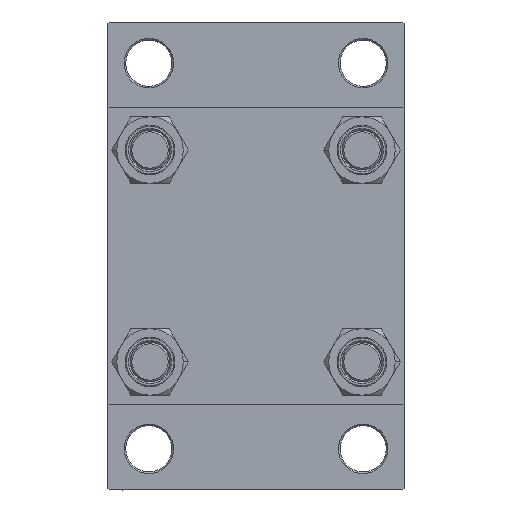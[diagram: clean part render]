
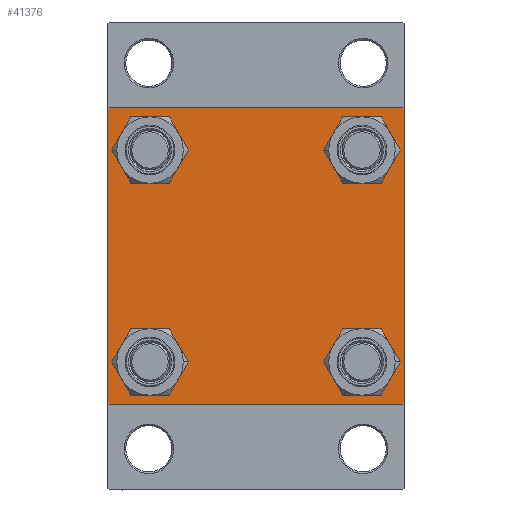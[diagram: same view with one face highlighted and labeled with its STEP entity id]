
A CAD part, left-side view. The second image highlights one B-rep face of the part: STEP entity #41376.
In plain terms, the highlighted planar face has unit normal (-1, 0, 0).
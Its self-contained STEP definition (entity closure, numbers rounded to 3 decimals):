
#84 = DIRECTION ( 'NONE',  ( 0., 0., 1. ) ) ;
#405 = DIRECTION ( 'NONE',  ( 1., 0., 0. ) ) ;
#501 = CARTESIAN_POINT ( 'NONE',  ( 0., 32.15, 32.15 ) ) ;
#1067 = CARTESIAN_POINT ( 'NONE',  ( 0., 32.15, 25.65 ) ) ;
#1127 = ORIENTED_EDGE ( 'NONE', *, *, #45005, .F. ) ;
#1186 = DIRECTION ( 'NONE',  ( 1., 0., 0. ) ) ;
#2355 = DIRECTION ( 'NONE',  ( 0., 0.707, -0.707 ) ) ;
#2486 = DIRECTION ( 'NONE',  ( 0., -1., 0. ) ) ;
#2535 = EDGE_CURVE ( 'NONE', #19751, #25342, #45356, .T. ) ;
#2756 = DIRECTION ( 'NONE',  ( 1., 0., 0. ) ) ;
#2911 = FACE_BOUND ( 'NONE', #9581, .T. ) ;
#3136 = VECTOR ( 'NONE', #2486, 1000. ) ;
#3401 = EDGE_CURVE ( 'NONE', #21668, #6607, #20171, .T. ) ;
#4205 = ORIENTED_EDGE ( 'NONE', *, *, #3401, .T. ) ;
#4217 = EDGE_CURVE ( 'NONE', #12553, #25115, #31786, .T. ) ;
#4645 = LINE ( 'NONE', #19407, #15400 ) ;
#4991 = CARTESIAN_POINT ( 'NONE',  ( 0., 32.15, 32.15 ) ) ;
#5121 = CIRCLE ( 'NONE', #17480, 6.5 ) ;
#5305 = VERTEX_POINT ( 'NONE', #15416 ) ;
#5742 = AXIS2_PLACEMENT_3D ( 'NONE', #8187, #15911, #22947 ) ;
#6053 = CARTESIAN_POINT ( 'NONE',  ( 0., 44.5, 45. ) ) ;
#6121 = LINE ( 'NONE', #16764, #3136 ) ;
#6607 = VERTEX_POINT ( 'NONE', #1067 ) ;
#7337 = DIRECTION ( 'NONE',  ( 1., 0., 0. ) ) ;
#8102 = VERTEX_POINT ( 'NONE', #33644 ) ;
#8187 = CARTESIAN_POINT ( 'NONE',  ( 0., 32.15, -32.15 ) ) ;
#8617 = CARTESIAN_POINT ( 'NONE',  ( 0., 32.15, -32.15 ) ) ;
#8970 = CARTESIAN_POINT ( 'NONE',  ( 0., 32.15, -25.65 ) ) ;
#9040 = ORIENTED_EDGE ( 'NONE', *, *, #4217, .T. ) ;
#9581 = EDGE_LOOP ( 'NONE', ( #4205, #42766 ) ) ;
#9836 = VECTOR ( 'NONE', #2355, 1000. ) ;
#10122 = AXIS2_PLACEMENT_3D ( 'NONE', #4991, #405, #34282 ) ;
#10274 = EDGE_LOOP ( 'NONE', ( #19445, #9040 ) ) ;
#10711 = EDGE_CURVE ( 'NONE', #28610, #44976, #39641, .T. ) ;
#11595 = DIRECTION ( 'NONE',  ( 0., 0., 1. ) ) ;
#11988 = VECTOR ( 'NONE', #32102, 1000. ) ;
#12042 = CARTESIAN_POINT ( 'NONE',  ( 0., -32.15, -38.65 ) ) ;
#12553 = VERTEX_POINT ( 'NONE', #29066 ) ;
#13418 = CARTESIAN_POINT ( 'NONE',  ( 0., 45., -45. ) ) ;
#13456 = ORIENTED_EDGE ( 'NONE', *, *, #21480, .T. ) ;
#13624 = ORIENTED_EDGE ( 'NONE', *, *, #13902, .T. ) ;
#13796 = FACE_BOUND ( 'NONE', #10274, .T. ) ;
#13902 = EDGE_CURVE ( 'NONE', #44976, #28610, #45936, .T. ) ;
#14182 = LINE ( 'NONE', #28471, #11988 ) ;
#14788 = DIRECTION ( 'NONE',  ( 0., 0., 1. ) ) ;
#15161 = DIRECTION ( 'NONE',  ( 1., 0., 0. ) ) ;
#15262 = DIRECTION ( 'NONE',  ( 1., 0., 0. ) ) ;
#15400 = VECTOR ( 'NONE', #30540, 1000. ) ;
#15416 = CARTESIAN_POINT ( 'NONE',  ( 0., -45., -44.5 ) ) ;
#15911 = DIRECTION ( 'NONE',  ( 1., 0., 0. ) ) ;
#16121 = ORIENTED_EDGE ( 'NONE', *, *, #16567, .T. ) ;
#16357 = EDGE_LOOP ( 'NONE', ( #13624, #36974 ) ) ;
#16567 = EDGE_CURVE ( 'NONE', #25342, #25902, #14182, .T. ) ;
#16642 = CARTESIAN_POINT ( 'NONE',  ( 0., -44.75, 44.75 ) ) ;
#16764 = CARTESIAN_POINT ( 'NONE',  ( 0., 45., 45. ) ) ;
#17480 = AXIS2_PLACEMENT_3D ( 'NONE', #21616, #2756, #25014 ) ;
#17585 = LINE ( 'NONE', #43521, #9836 ) ;
#18376 = PLANE ( 'NONE',  #20021 ) ;
#18455 = CARTESIAN_POINT ( 'NONE',  ( 0., -32.15, 32.15 ) ) ;
#19064 = CIRCLE ( 'NONE', #28370, 6.5 ) ;
#19407 = CARTESIAN_POINT ( 'NONE',  ( 0., -44.75, -44.75 ) ) ;
#19433 = VERTEX_POINT ( 'NONE', #44577 ) ;
#19445 = ORIENTED_EDGE ( 'NONE', *, *, #35093, .T. ) ;
#19751 = VERTEX_POINT ( 'NONE', #22268 ) ;
#19757 = CARTESIAN_POINT ( 'NONE',  ( 0., -32.15, 38.65 ) ) ;
#20021 = AXIS2_PLACEMENT_3D ( 'NONE', #33865, #26120, #11595 ) ;
#20088 = LINE ( 'NONE', #31229, #34065 ) ;
#20137 = ORIENTED_EDGE ( 'NONE', *, *, #31258, .T. ) ;
#20171 = CIRCLE ( 'NONE', #10122, 6.5 ) ;
#21480 = EDGE_CURVE ( 'NONE', #25902, #8102, #46602, .T. ) ;
#21616 = CARTESIAN_POINT ( 'NONE',  ( 0., -32.15, -32.15 ) ) ;
#21668 = VERTEX_POINT ( 'NONE', #22587 ) ;
#21824 = AXIS2_PLACEMENT_3D ( 'NONE', #8617, #15161, #23377 ) ;
#21830 = ORIENTED_EDGE ( 'NONE', *, *, #44729, .F. ) ;
#21992 = EDGE_CURVE ( 'NONE', #36973, #19751, #17585, .T. ) ;
#22268 = CARTESIAN_POINT ( 'NONE',  ( 0., 45., 44.5 ) ) ;
#22587 = CARTESIAN_POINT ( 'NONE',  ( 0., 32.15, 38.65 ) ) ;
#22594 = ORIENTED_EDGE ( 'NONE', *, *, #30421, .T. ) ;
#22916 = ORIENTED_EDGE ( 'NONE', *, *, #2535, .T. ) ;
#22947 = DIRECTION ( 'NONE',  ( 0., 0., 1. ) ) ;
#23377 = DIRECTION ( 'NONE',  ( 0., 0., 1. ) ) ;
#23791 = VERTEX_POINT ( 'NONE', #12042 ) ;
#24520 = VECTOR ( 'NONE', #28661, 1000. ) ;
#25014 = DIRECTION ( 'NONE',  ( 0., 0., 1. ) ) ;
#25029 = ORIENTED_EDGE ( 'NONE', *, *, #42015, .T. ) ;
#25115 = VERTEX_POINT ( 'NONE', #19757 ) ;
#25342 = VERTEX_POINT ( 'NONE', #37164 ) ;
#25640 = VERTEX_POINT ( 'NONE', #29778 ) ;
#25902 = VERTEX_POINT ( 'NONE', #35802 ) ;
#26120 = DIRECTION ( 'NONE',  ( -1., 0., 0. ) ) ;
#26202 = DIRECTION ( 'NONE',  ( 0., 0., 1. ) ) ;
#27405 = CARTESIAN_POINT ( 'NONE',  ( 0., 45., 45. ) ) ;
#27775 = LINE ( 'NONE', #16642, #30641 ) ;
#28370 = AXIS2_PLACEMENT_3D ( 'NONE', #501, #15262, #14788 ) ;
#28432 = CARTESIAN_POINT ( 'NONE',  ( 0., -32.15, -25.65 ) ) ;
#28471 = CARTESIAN_POINT ( 'NONE',  ( 0., 44.75, -44.75 ) ) ;
#28556 = FACE_BOUND ( 'NONE', #43060, .T. ) ;
#28610 = VERTEX_POINT ( 'NONE', #30584 ) ;
#28661 = DIRECTION ( 'NONE',  ( 0., -1., 0. ) ) ;
#28852 = ORIENTED_EDGE ( 'NONE', *, *, #21992, .T. ) ;
#29066 = CARTESIAN_POINT ( 'NONE',  ( 0., -32.15, 25.65 ) ) ;
#29398 = VECTOR ( 'NONE', #38792, 1000. ) ;
#29778 = CARTESIAN_POINT ( 'NONE',  ( 0., -44.5, 45. ) ) ;
#29849 = CARTESIAN_POINT ( 'NONE',  ( 0., -32.15, -32.15 ) ) ;
#30421 = EDGE_CURVE ( 'NONE', #37448, #23791, #5121, .T. ) ;
#30540 = DIRECTION ( 'NONE',  ( 0., -0.707, 0.707 ) ) ;
#30584 = CARTESIAN_POINT ( 'NONE',  ( 0., 32.15, -38.65 ) ) ;
#30641 = VECTOR ( 'NONE', #31410, 1000. ) ;
#30705 = DIRECTION ( 'NONE',  ( 0., 0., 1. ) ) ;
#31024 = AXIS2_PLACEMENT_3D ( 'NONE', #38935, #1186, #30705 ) ;
#31229 = CARTESIAN_POINT ( 'NONE',  ( 0., -45., 45. ) ) ;
#31258 = EDGE_CURVE ( 'NONE', #19433, #25640, #27775, .T. ) ;
#31410 = DIRECTION ( 'NONE',  ( 0., 0.707, 0.707 ) ) ;
#31786 = CIRCLE ( 'NONE', #31024, 6.5 ) ;
#32102 = DIRECTION ( 'NONE',  ( 0., -0.707, -0.707 ) ) ;
#33245 = DIRECTION ( 'NONE',  ( 1., 0., 0. ) ) ;
#33644 = CARTESIAN_POINT ( 'NONE',  ( 0., -44.5, -45. ) ) ;
#33865 = CARTESIAN_POINT ( 'NONE',  ( 0., 0., 0. ) ) ;
#34065 = VECTOR ( 'NONE', #34869, 1000. ) ;
#34282 = DIRECTION ( 'NONE',  ( 0., 0., 1. ) ) ;
#34869 = DIRECTION ( 'NONE',  ( 0., 0., -1. ) ) ;
#35093 = EDGE_CURVE ( 'NONE', #25115, #12553, #39156, .T. ) ;
#35802 = CARTESIAN_POINT ( 'NONE',  ( 0., 44.5, -45. ) ) ;
#36279 = EDGE_CURVE ( 'NONE', #6607, #21668, #19064, .T. ) ;
#36973 = VERTEX_POINT ( 'NONE', #6053 ) ;
#36974 = ORIENTED_EDGE ( 'NONE', *, *, #10711, .T. ) ;
#37022 = FACE_OUTER_BOUND ( 'NONE', #40602, .T. ) ;
#37164 = CARTESIAN_POINT ( 'NONE',  ( 0., 45., -44.5 ) ) ;
#37448 = VERTEX_POINT ( 'NONE', #28432 ) ;
#38792 = DIRECTION ( 'NONE',  ( 0., 0., -1. ) ) ;
#38935 = CARTESIAN_POINT ( 'NONE',  ( 0., -32.15, 32.15 ) ) ;
#39156 = CIRCLE ( 'NONE', #42248, 6.5 ) ;
#39456 = CIRCLE ( 'NONE', #41784, 6.5 ) ;
#39641 = CIRCLE ( 'NONE', #21824, 6.5 ) ;
#40602 = EDGE_LOOP ( 'NONE', ( #22916, #16121, #13456, #25029, #1127, #20137, #21830, #28852 ) ) ;
#41376 = ADVANCED_FACE ( 'NONE', ( #13796, #28556, #43353, #2911, #37022 ), #18376, .T. ) ;
#41784 = AXIS2_PLACEMENT_3D ( 'NONE', #29849, #33245, #84 ) ;
#42015 = EDGE_CURVE ( 'NONE', #8102, #5305, #4645, .T. ) ;
#42248 = AXIS2_PLACEMENT_3D ( 'NONE', #18455, #7337, #26202 ) ;
#42766 = ORIENTED_EDGE ( 'NONE', *, *, #36279, .T. ) ;
#43060 = EDGE_LOOP ( 'NONE', ( #22594, #47034 ) ) ;
#43353 = FACE_BOUND ( 'NONE', #16357, .T. ) ;
#43521 = CARTESIAN_POINT ( 'NONE',  ( 0., 44.75, 44.75 ) ) ;
#44577 = CARTESIAN_POINT ( 'NONE',  ( 0., -45., 44.5 ) ) ;
#44729 = EDGE_CURVE ( 'NONE', #36973, #25640, #6121, .T. ) ;
#44976 = VERTEX_POINT ( 'NONE', #8970 ) ;
#45005 = EDGE_CURVE ( 'NONE', #19433, #5305, #20088, .T. ) ;
#45356 = LINE ( 'NONE', #27405, #29398 ) ;
#45936 = CIRCLE ( 'NONE', #5742, 6.5 ) ;
#46602 = LINE ( 'NONE', #13418, #24520 ) ;
#47034 = ORIENTED_EDGE ( 'NONE', *, *, #47612, .T. ) ;
#47612 = EDGE_CURVE ( 'NONE', #23791, #37448, #39456, .T. ) ;
